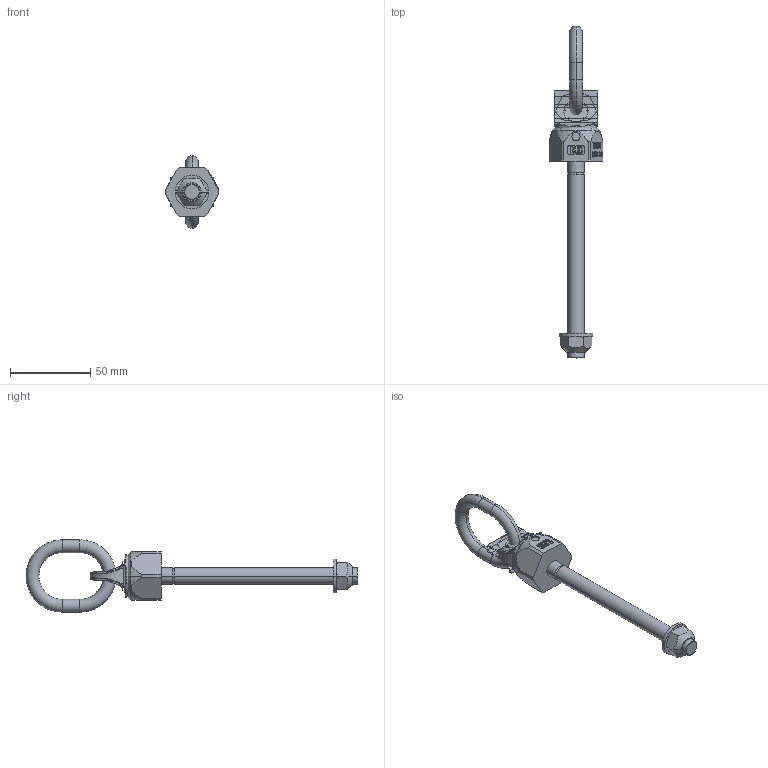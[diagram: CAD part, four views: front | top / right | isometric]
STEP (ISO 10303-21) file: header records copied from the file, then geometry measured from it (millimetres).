
FILE_DESCRIPTION((''),'2;1');
FILE_NAME('001-M31708-P-6_ASM','2004-10-11T',('Haas'),(''),'PRO/ENGINEER BY PARAMETRIC TECHNOLOGY CORPORATION, 2003450','PRO/ENGINEER BY PARAMETRIC TECHNOLOGY CORPORATION, 2003450','');
FILE_SCHEMA(('CONFIG_CONTROL_DESIGN'));
Length unit declared in the file: millimetre
Products named in the file (7): 001-M31708-P-7; 001-M31708-P-5; 001-M31708-P-2; 001-M31708-P-3; 001-M31328-V10; 001-M31624-V02; 001-M31708-P-6_ASM
Assembly tree (6 placements, depth 2):
  001-M31708-P-6_ASM
    001-M31708-P-7
    001-M31708-P-5
    001-M31708-P-2
    001-M31708-P-3
    001-M31328-V10
    001-M31624-V02
Bounding box: 33.5 x 206.5 x 45 mm (x, y, z)
Volume: 36904.4 mm3; surface area: 20700.4 mm2
Topology: 6 solids, 11 shells, 798 faces, 2126 edges, 1372 vertices
Faces by surface type: plane 578, cylinder 98, bspline 66, cone 30, torus 22, sphere 4
Entity records: 27307 total; most frequent: CARTESIAN_POINT 7791, ORIENTED_EDGE 4194, DIRECTION 3664, EDGE_CURVE 2126, VECTOR 1648, LINE 1648, VERTEX_POINT 1372, AXIS2_PLACEMENT_3D 1008
